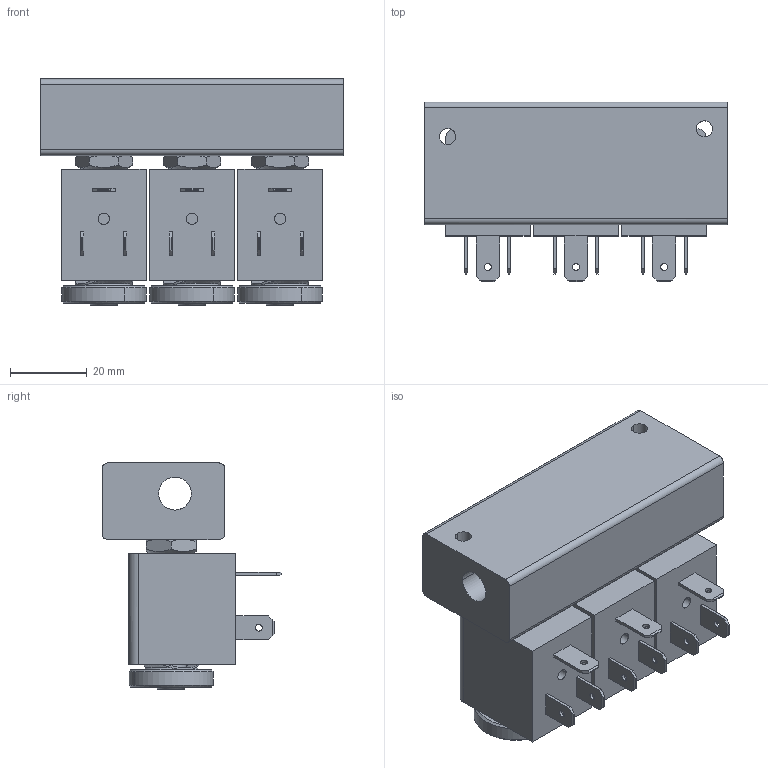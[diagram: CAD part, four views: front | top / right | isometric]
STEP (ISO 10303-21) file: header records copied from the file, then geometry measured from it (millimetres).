
FILE_DESCRIPTION(/* description */ (''),/* implementation_level */ '2;1');
FILE_NAME(/* name */ '00_073_3',/* time_stamp */ '2018-11-26T10:35:07+01:00',/* author */ (''),/* organization */ (''),/* preprocessor_version */ 'ST-DEVELOPER v15',/* originating_system */ '',/* authorisation */ '');
FILE_SCHEMA (('CONFIG_CONTROL_DESIGN'));
Length unit declared in the file: millimetre
Products named in the file (1): Document
Bounding box: 79 x 46.9 x 59 mm (x, y, z)
Volume: 97304.8 mm3; surface area: 37312.8 mm2
Topology: 10 solids, 19 shells, 343 faces, 820 edges, 536 vertices
Faces by surface type: bspline 182, plane 161
Entity records: 11763 total; most frequent: CARTESIAN_POINT 6485, ORIENTED_EDGE 1638, EDGE_CURVE 828, VERTEX_POINT 543, B_SPLINE_CURVE_WITH_KNOTS 476, EDGE_LOOP 423, ADVANCED_FACE 343, FACE_OUTER_BOUND 343
